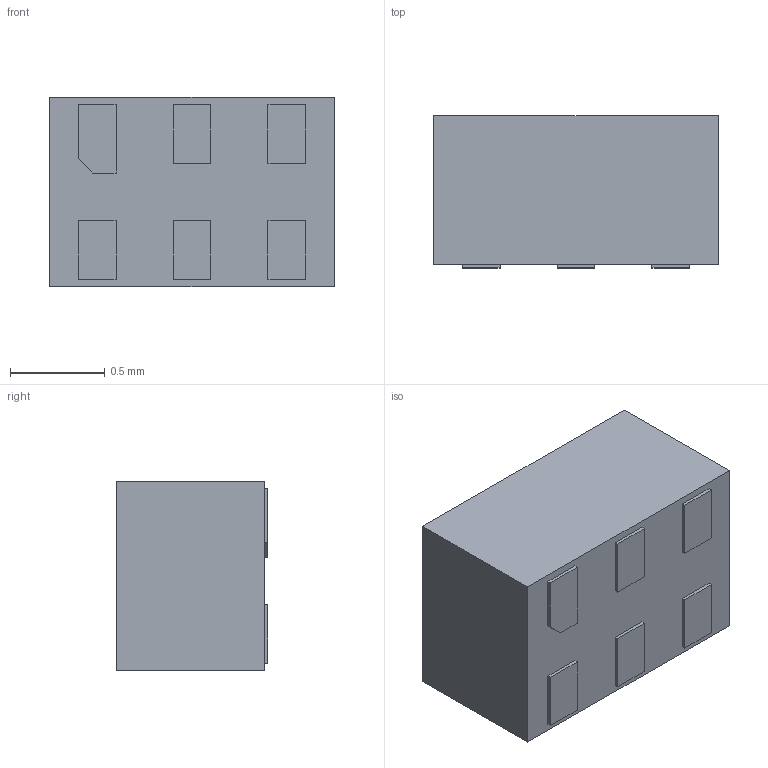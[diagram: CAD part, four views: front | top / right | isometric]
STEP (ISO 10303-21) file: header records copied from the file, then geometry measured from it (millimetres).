
FILE_DESCRIPTION(/* description */ (''),/* implementation_level */ '2;1');
FILE_NAME(/* name */ '',/* time_stamp */ '',/* author */ (''),/* organization */ (''),/* preprocessor_version */ '',/* originating_system */ '',/* authorisation */ '');
FILE_SCHEMA (('AUTOMOTIVE_DESIGN { 1 0 10303 214 3 1 1 }'));
Length unit declared in the file: millimetre
Products named in the file (1): Maxim 6-uDFN
Bounding box: 1.5 x 0.8 x 1 mm (x, y, z)
Volume: 1.2 mm3; surface area: 7 mm2
Topology: 1 solids, 1 shells, 120 faces, 309 edges, 206 vertices
Faces by surface type: plane 86, bspline 33, cylinder 1
Full cylindrical faces by diameter (mm): 0.125 x1
Entity records: 3932 total; most frequent: CARTESIAN_POINT 1040, ORIENTED_EDGE 616, DIRECTION 436, EDGE_CURVE 308, LINE 240, VECTOR 240, VERTEX_POINT 206, EDGE_LOOP 136
